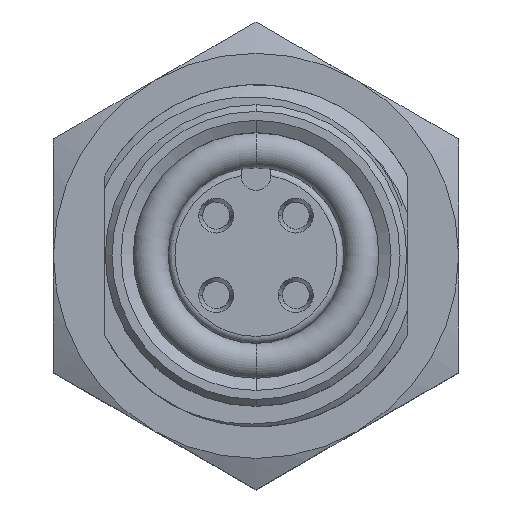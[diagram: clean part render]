
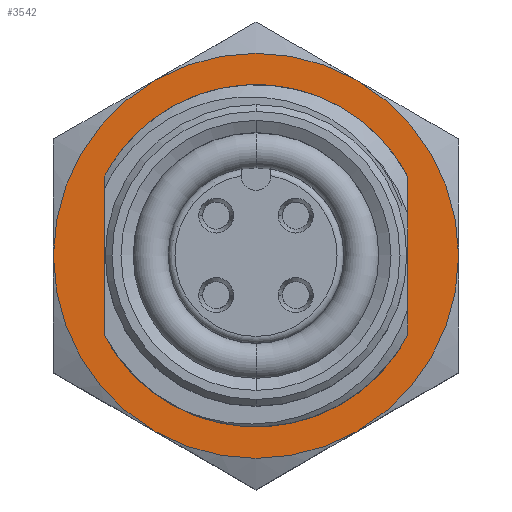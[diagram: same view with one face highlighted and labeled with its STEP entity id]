
A CAD part, top view. The second image highlights one B-rep face of the part: STEP entity #3542.
In plain terms, the highlighted planar face has unit normal (0, 0, 1).
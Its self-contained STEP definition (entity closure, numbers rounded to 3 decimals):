
#241=DIRECTION('',(0.,1.,0.));
#242=VECTOR('',#241,6.64);
#243=CARTESIAN_POINT('',(-6.75,-3.492,-12.));
#244=LINE('',#243,#242);
#245=DIRECTION('',(-0.866,-0.5,0.));
#246=VECTOR('',#245,0.148);
#247=CARTESIAN_POINT('',(-4.436,7.831,-12.));
#248=LINE('',#247,#246);
#249=DIRECTION('',(-0.866,0.5,0.));
#250=VECTOR('',#249,0.148);
#251=CARTESIAN_POINT('',(4.564,7.757,-12.));
#252=LINE('',#251,#250);
#253=CARTESIAN_POINT('',(0.,0.,-12.));
#254=DIRECTION('',(0.,0.,1.));
#255=DIRECTION('',(1.,0.008,0.));
#256=AXIS2_PLACEMENT_3D('',#253,#254,#255);
#258=DIRECTION('',(0.,1.,0.));
#259=VECTOR('',#258,0.148);
#260=CARTESIAN_POINT('',(9.,-0.074,-12.));
#261=LINE('',#260,#259);
#262=CARTESIAN_POINT('',(0.,0.,-12.));
#263=DIRECTION('',(0.,0.,1.));
#264=DIRECTION('',(0.507,-0.862,0.));
#265=AXIS2_PLACEMENT_3D('',#262,#263,#264);
#267=DIRECTION('',(0.866,0.5,0.));
#268=VECTOR('',#267,0.148);
#269=CARTESIAN_POINT('',(4.436,-7.831,-12.));
#270=LINE('',#269,#268);
#271=DIRECTION('',(0.866,-0.5,0.));
#272=VECTOR('',#271,0.148);
#273=CARTESIAN_POINT('',(-4.564,-7.757,-12.));
#274=LINE('',#273,#272);
#275=CARTESIAN_POINT('',(0.,0.,-12.));
#276=DIRECTION('',(0.,0.,1.));
#277=DIRECTION('',(-1.,-0.008,0.));
#278=AXIS2_PLACEMENT_3D('',#275,#276,#277);
#280=DIRECTION('',(0.,-1.,0.));
#281=VECTOR('',#280,0.148);
#282=CARTESIAN_POINT('',(-9.,0.074,-12.));
#283=LINE('',#282,#281);
#284=CARTESIAN_POINT('',(0.,0.,-12.));
#285=DIRECTION('',(0.,0.,1.));
#286=DIRECTION('',(-0.507,0.862,0.));
#287=AXIS2_PLACEMENT_3D('',#284,#285,#286);
#537=CARTESIAN_POINT('',(0.,0.,-12.));
#538=DIRECTION('',(0.,0.,1.));
#539=DIRECTION('',(-0.888,-0.46,0.));
#540=AXIS2_PLACEMENT_3D('',#537,#538,#539);
#880=CARTESIAN_POINT('',(-6.75,3.147,-12.));
#881=CARTESIAN_POINT('',(-6.582,3.475,-12.));
#882=CARTESIAN_POINT('',(-6.204,4.098,-12.));
#883=CARTESIAN_POINT('',(-5.503,4.941,-12.));
#884=CARTESIAN_POINT('',(-4.687,5.669,-12.));
#885=CARTESIAN_POINT('',(-3.781,6.263,-12.));
#886=CARTESIAN_POINT('',(-2.797,6.718,-12.));
#887=CARTESIAN_POINT('',(-1.762,7.019,-12.));
#888=CARTESIAN_POINT('',(-0.7,7.163,-12.));
#889=CARTESIAN_POINT('',(0.371,7.147,-12.));
#890=CARTESIAN_POINT('',(1.418,6.974,-12.));
#891=CARTESIAN_POINT('',(2.429,6.647,-12.));
#892=CARTESIAN_POINT('',(3.374,6.175,-12.));
#893=CARTESIAN_POINT('',(4.231,5.573,-12.));
#894=CARTESIAN_POINT('',(4.99,4.846,-12.));
#895=CARTESIAN_POINT('',(5.624,4.025,-12.));
#896=CARTESIAN_POINT('',(5.96,3.422,-12.));
#897=CARTESIAN_POINT('',(6.105,3.106,-12.));
#996=CARTESIAN_POINT('',(6.105,3.106,-12.));
#997=CARTESIAN_POINT('',(6.246,2.855,-12.));
#998=CARTESIAN_POINT('',(6.493,2.338,-12.));
#999=CARTESIAN_POINT('',(6.676,1.791,-12.));
#1000=CARTESIAN_POINT('',(6.75,1.51,-12.));
#1044=CARTESIAN_POINT('',(6.75,-2.051,-12.));
#1045=CARTESIAN_POINT('',(6.661,-2.39,-12.));
#1046=CARTESIAN_POINT('',(6.434,-3.049,-12.));
#1047=CARTESIAN_POINT('',(5.944,-3.993,-12.));
#1048=CARTESIAN_POINT('',(5.32,-4.851,-12.));
#1049=CARTESIAN_POINT('',(4.574,-5.611,-12.));
#1050=CARTESIAN_POINT('',(3.718,-6.257,-12.));
#1051=CARTESIAN_POINT('',(2.773,-6.773,-12.));
#1052=CARTESIAN_POINT('',(1.754,-7.146,-12.));
#1053=CARTESIAN_POINT('',(0.691,-7.365,-12.));
#1054=CARTESIAN_POINT('',(-0.376,-7.425,-12.));
#1055=CARTESIAN_POINT('',(-1.44,-7.333,-12.));
#1056=CARTESIAN_POINT('',(-2.478,-7.091,-12.));
#1057=CARTESIAN_POINT('',(-3.478,-6.701,-12.));
#1058=CARTESIAN_POINT('',(-4.419,-6.168,-12.));
#1059=CARTESIAN_POINT('',(-4.985,-5.731,-12.));
#1060=CARTESIAN_POINT('',(-5.254,-5.491,-12.));
#1071=DIRECTION('',(0.,-1.,0.));
#1072=VECTOR('',#1071,3.561);
#1073=CARTESIAN_POINT('',(6.75,1.51,-12.));
#1074=LINE('',#1073,#1072);
#2231=CARTESIAN_POINT('',(0.,0.,-12.));
#2232=DIRECTION('',(0.,0.,1.));
#2233=DIRECTION('',(0.493,0.87,0.));
#2234=AXIS2_PLACEMENT_3D('',#2231,#2232,#2233);
#2236=CARTESIAN_POINT('',(0.,0.,-12.));
#2237=DIRECTION('',(0.,0.,1.));
#2238=DIRECTION('',(-0.493,-0.87,0.));
#2239=AXIS2_PLACEMENT_3D('',#2236,#2237,#2238);
#2876=CARTESIAN_POINT('',(-6.75,-3.492,-12.));
#2877=CARTESIAN_POINT('',(-5.254,-5.491,-12.));
#2878=VERTEX_POINT('',#2876);
#2879=VERTEX_POINT('',#2877);
#2956=CARTESIAN_POINT('',(-4.436,7.831,-12.));
#2957=CARTESIAN_POINT('',(-4.564,7.757,-12.));
#2958=VERTEX_POINT('',#2956);
#2959=VERTEX_POINT('',#2957);
#2960=CARTESIAN_POINT('',(-9.,0.074,-12.));
#2961=CARTESIAN_POINT('',(-9.,-0.074,-12.));
#2962=VERTEX_POINT('',#2960);
#2963=VERTEX_POINT('',#2961);
#2964=CARTESIAN_POINT('',(-4.564,-7.757,-12.));
#2965=CARTESIAN_POINT('',(-4.436,-7.831,-12.));
#2966=VERTEX_POINT('',#2964);
#2967=VERTEX_POINT('',#2965);
#2968=CARTESIAN_POINT('',(4.436,-7.831,-12.));
#2969=CARTESIAN_POINT('',(4.564,-7.757,-12.));
#2970=VERTEX_POINT('',#2968);
#2971=VERTEX_POINT('',#2969);
#2972=CARTESIAN_POINT('',(9.,-0.074,-12.));
#2973=CARTESIAN_POINT('',(9.,0.074,-12.));
#2974=VERTEX_POINT('',#2972);
#2975=VERTEX_POINT('',#2973);
#2976=CARTESIAN_POINT('',(4.564,7.757,-12.));
#2977=CARTESIAN_POINT('',(4.436,7.831,-12.));
#2978=VERTEX_POINT('',#2976);
#2979=VERTEX_POINT('',#2977);
#3116=VERTEX_POINT('',#880);
#3117=VERTEX_POINT('',#897);
#3118=VERTEX_POINT('',#1000);
#3192=VERTEX_POINT('',#1044);
#3498=CARTESIAN_POINT('',(0.,0.,-12.));
#3499=DIRECTION('',(0.,0.,1.));
#3500=DIRECTION('',(1.,0.,0.));
#3501=AXIS2_PLACEMENT_3D('',#3498,#3499,#3500);
#3502=PLANE('',#3501);
#3504=ORIENTED_EDGE('',*,*,#3503,.F.);
#3506=ORIENTED_EDGE('',*,*,#3505,.F.);
#3508=ORIENTED_EDGE('',*,*,#3507,.F.);
#3510=ORIENTED_EDGE('',*,*,#3509,.F.);
#3512=ORIENTED_EDGE('',*,*,#3511,.F.);
#3514=ORIENTED_EDGE('',*,*,#3513,.F.);
#3516=ORIENTED_EDGE('',*,*,#3515,.F.);
#3518=ORIENTED_EDGE('',*,*,#3517,.F.);
#3520=ORIENTED_EDGE('',*,*,#3519,.F.);
#3522=ORIENTED_EDGE('',*,*,#3521,.F.);
#3524=ORIENTED_EDGE('',*,*,#3523,.F.);
#3526=ORIENTED_EDGE('',*,*,#3525,.F.);
#3527=EDGE_LOOP('',(#3504,#3506,#3508,#3510,#3512,#3514,#3516,#3518,#3520,#3522,
#3524,#3526));
#3528=FACE_OUTER_BOUND('',#3527,.F.);
#3530=ORIENTED_EDGE('',*,*,#3529,.T.);
#3532=ORIENTED_EDGE('',*,*,#3531,.F.);
#3534=ORIENTED_EDGE('',*,*,#3533,.F.);
#3536=ORIENTED_EDGE('',*,*,#3535,.F.);
#3538=ORIENTED_EDGE('',*,*,#3537,.F.);
#3539=ORIENTED_EDGE('',*,*,#3448,.F.);
#3540=EDGE_LOOP('',(#3530,#3532,#3534,#3536,#3538,#3539));
#3541=FACE_BOUND('',#3540,.F.);
#257=CIRCLE('',#256,9.);
#266=CIRCLE('',#265,9.);
#279=CIRCLE('',#278,9.);
#288=CIRCLE('',#287,9.);
#541=CIRCLE('',#540,7.6);
#898=B_SPLINE_CURVE_WITH_KNOTS('',3,(#880,#881,#882,#883,#884,#885,#886,#887,
#888,#889,#890,#891,#892,#893,#894,#895,#896,#897),.UNSPECIFIED.,.F.,.F.,(4,1,1,
1,1,1,1,1,1,1,1,1,1,1,1,4),(0.,0.067,0.133,0.2,
0.267,0.333,0.4,0.467,0.533,
0.6,0.667,0.733,0.8,0.867,
0.933,1.),.UNSPECIFIED.);
#1001=B_SPLINE_CURVE_WITH_KNOTS('',3,(#996,#997,#998,#999,#1000),.UNSPECIFIED.,
.F.,.F.,(4,1,4),(0.,0.5,1.),.UNSPECIFIED.);
#1061=B_SPLINE_CURVE_WITH_KNOTS('',3,(#1044,#1045,#1046,#1047,#1048,#1049,#1050,
#1051,#1052,#1053,#1054,#1055,#1056,#1057,#1058,#1059,#1060),.UNSPECIFIED.,.F.,
.F.,(4,1,1,1,1,1,1,1,1,1,1,1,1,1,4),(0.,0.071,0.143,
0.214,0.286,0.357,0.429,0.5,
0.571,0.643,0.714,0.786,
0.857,0.929,1.),.UNSPECIFIED.);
#2235=CIRCLE('',#2234,9.);
#2240=CIRCLE('',#2239,9.);
#3448=EDGE_CURVE('',#2878,#3116,#244,.T.);
#3503=EDGE_CURVE('',#2958,#2959,#248,.T.);
#3505=EDGE_CURVE('',#2979,#2958,#2235,.T.);
#3507=EDGE_CURVE('',#2978,#2979,#252,.T.);
#3509=EDGE_CURVE('',#2975,#2978,#257,.T.);
#3511=EDGE_CURVE('',#2974,#2975,#261,.T.);
#3513=EDGE_CURVE('',#2971,#2974,#266,.T.);
#3515=EDGE_CURVE('',#2970,#2971,#270,.T.);
#3517=EDGE_CURVE('',#2967,#2970,#2240,.T.);
#3519=EDGE_CURVE('',#2966,#2967,#274,.T.);
#3521=EDGE_CURVE('',#2963,#2966,#279,.T.);
#3523=EDGE_CURVE('',#2962,#2963,#283,.T.);
#3525=EDGE_CURVE('',#2959,#2962,#288,.T.);
#3529=EDGE_CURVE('',#2878,#2879,#541,.T.);
#3531=EDGE_CURVE('',#3192,#2879,#1061,.T.);
#3533=EDGE_CURVE('',#3118,#3192,#1074,.T.);
#3535=EDGE_CURVE('',#3117,#3118,#1001,.T.);
#3537=EDGE_CURVE('',#3116,#3117,#898,.T.);
#3542=ADVANCED_FACE('',(#3528,#3541),#3502,.T.);
